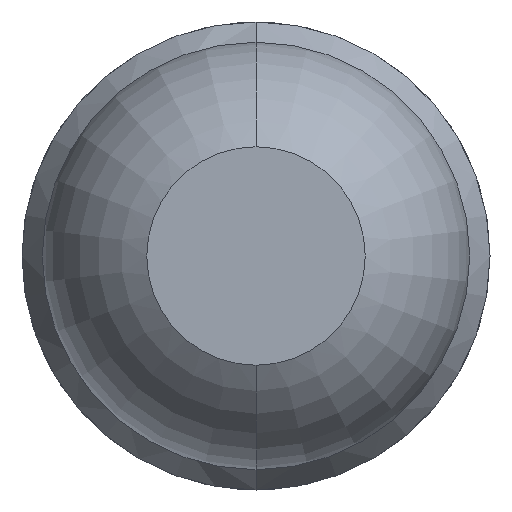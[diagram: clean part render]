
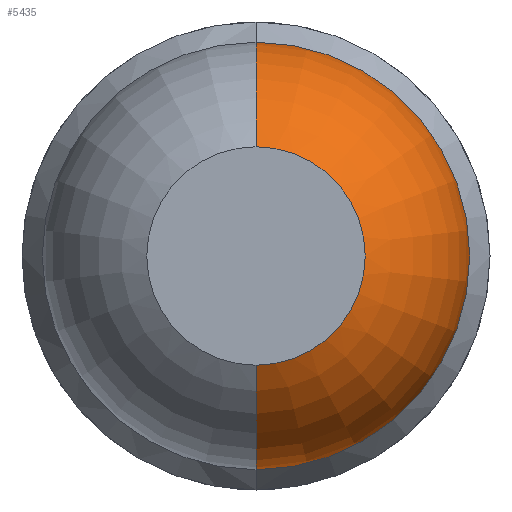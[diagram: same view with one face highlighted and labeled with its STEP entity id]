
A CAD part, front view. The second image highlights one B-rep face of the part: STEP entity #5435.
In plain terms, the highlighted toroidal (fillet/blend) face has major radius 0.035 mm and minor radius 0.65 mm.
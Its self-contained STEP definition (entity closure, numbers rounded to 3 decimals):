
#582 = CARTESIAN_POINT ( 'NONE',  ( 0., -25., 0.35 ) ) ;
#943 = AXIS2_PLACEMENT_3D ( 'NONE', #4169, #5016, #4535 ) ;
#1212 = VERTEX_POINT ( 'NONE', #4830 ) ;
#1397 = AXIS2_PLACEMENT_3D ( 'NONE', #3757, #3350, #4623 ) ;
#1527 = EDGE_CURVE ( 'Defeature ausgef�hrt1_48+Defeature ausgef�hrt1_4+Defeature ausgef�hrt1_4+Defeature ausgef�hrt1_4', #1212, #2610, #2418, .T. ) ;
#1554 = DIRECTION ( 'NONE',  ( 0., -1., 0. ) ) ;
#1630 = EDGE_CURVE ( 'NONE', #5352, #1212, #5421, .T. ) ;
#2021 = DIRECTION ( 'NONE',  ( 0., 0., -1. ) ) ;
#2038 = CARTESIAN_POINT ( 'NONE',  ( 0., -25., 0. ) ) ;
#2059 = AXIS2_PLACEMENT_3D ( 'NONE', #4511, #3643, #4897 ) ;
#2418 = CIRCLE ( 'NONE', #5351, 0.35 ) ;
#2610 = VERTEX_POINT ( 'NONE', #582 ) ;
#2613 = CARTESIAN_POINT ( 'NONE',  ( 0., -24.431, -0.685 ) ) ;
#2642 = ORIENTED_EDGE ( 'NONE', *, *, #4329, .T. ) ;
#3157 = DIRECTION ( 'NONE',  ( 0., -1., 0. ) ) ;
#3268 = TOROIDAL_SURFACE ( 'NONE', #3875, 0.035, 0.65 ) ;
#3281 = CIRCLE ( 'NONE', #943, 0.685 ) ;
#3350 = DIRECTION ( 'NONE',  ( -1., 0., 0. ) ) ;
#3517 = DIRECTION ( 'NONE',  ( 0., 0., -1. ) ) ;
#3643 = DIRECTION ( 'NONE',  ( 1., 0., 0. ) ) ;
#3682 = ORIENTED_EDGE ( 'NONE', *, *, #1630, .F. ) ;
#3757 = CARTESIAN_POINT ( 'NONE',  ( 0., -24.431, -0.035 ) ) ;
#3771 = ORIENTED_EDGE ( 'NONE', *, *, #1527, .F. ) ;
#3875 = AXIS2_PLACEMENT_3D ( 'NONE', #3976, #3157, #3517 ) ;
#3878 = EDGE_CURVE ( 'Defeature ausgef�hrt1_4+Defeature ausgef�hrt1_5+Defeature ausgef�hrt1_5+Defeature ausgef�hrt1_5', #5352, #5566, #3281, .T. ) ;
#3890 = EDGE_LOOP ( 'NONE', ( #4109, #2642, #3771, #3682 ) ) ;
#3976 = CARTESIAN_POINT ( 'NONE',  ( 0., -24.431, 0. ) ) ;
#3994 = FACE_OUTER_BOUND ( 'NONE', #3890, .T. ) ;
#4109 = ORIENTED_EDGE ( 'NONE', *, *, #3878, .T. ) ;
#4169 = CARTESIAN_POINT ( 'NONE',  ( 0., -24.431, 0. ) ) ;
#4329 = EDGE_CURVE ( 'NONE', #5566, #2610, #5067, .T. ) ;
#4511 = CARTESIAN_POINT ( 'NONE',  ( 0., -24.431, 0.035 ) ) ;
#4535 = DIRECTION ( 'NONE',  ( 0., 0., -1. ) ) ;
#4623 = DIRECTION ( 'NONE',  ( 0., 0., 1. ) ) ;
#4830 = CARTESIAN_POINT ( 'NONE',  ( 0., -25., -0.35 ) ) ;
#4857 = CARTESIAN_POINT ( 'NONE',  ( 0., -24.431, 0.685 ) ) ;
#4897 = DIRECTION ( 'NONE',  ( 0., 0., -1. ) ) ;
#5016 = DIRECTION ( 'NONE',  ( 0., -1., 0. ) ) ;
#5067 = CIRCLE ( 'NONE', #2059, 0.65 ) ;
#5351 = AXIS2_PLACEMENT_3D ( 'NONE', #2038, #1554, #2021 ) ;
#5352 = VERTEX_POINT ( 'NONE', #2613 ) ;
#5421 = CIRCLE ( 'NONE', #1397, 0.65 ) ;
#5435 = ADVANCED_FACE ( 'Defeature ausgef�hrt1_4', ( #3994 ), #3268, .T. ) ;
#5566 = VERTEX_POINT ( 'NONE', #4857 ) ;
